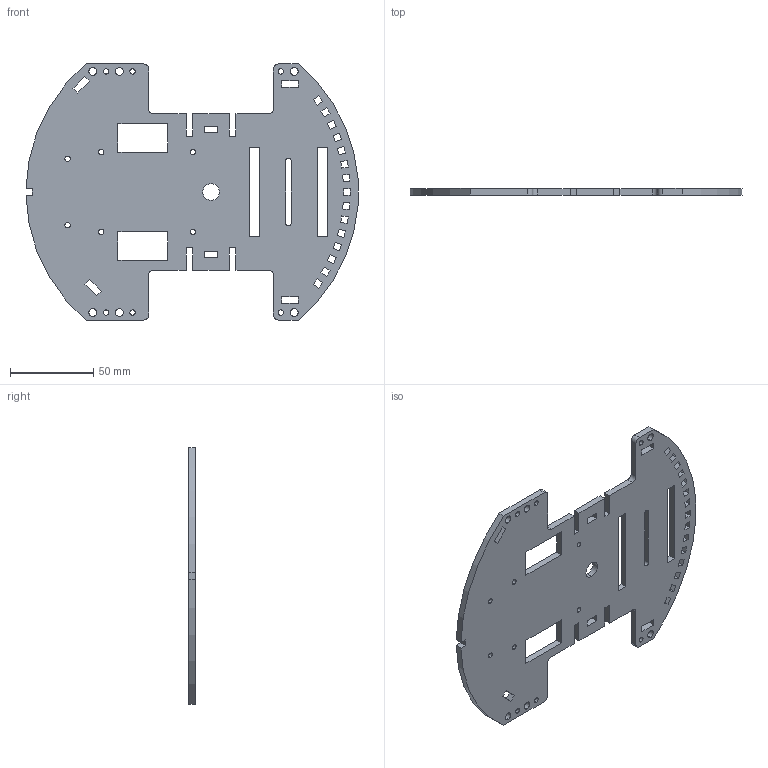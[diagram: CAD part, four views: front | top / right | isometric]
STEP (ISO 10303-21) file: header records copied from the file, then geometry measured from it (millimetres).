
FILE_DESCRIPTION (( 'STEP AP214' ), '1' );
FILE_NAME ('LAYER 1.STEP', '2023-02-12T22:05:16', ( '' ), ( '' ), 'SwSTEP 2.0', 'SolidWorks 2022', '' );
FILE_SCHEMA (( 'AUTOMOTIVE_DESIGN' ));
Length unit declared in the file: millimetre
Products named in the file (1): LAYER 1
Bounding box: 199.66 x 4 x 154 mm (x, y, z)
Volume: 80487.5 mm3; surface area: 48229.5 mm2
Topology: 1 solids, 1 shells, 319 faces, 909 edges, 606 vertices
Faces by surface type: plane 219, cylinder 52, bspline 48
Entity records: 14479 total; most frequent: CARTESIAN_POINT 4739, ORIENTED_EDGE 1818, DIRECTION 1461, EDGE_CURVE 909, VECTOR 709, LINE 709, VERTEX_POINT 606, EDGE_LOOP 423
